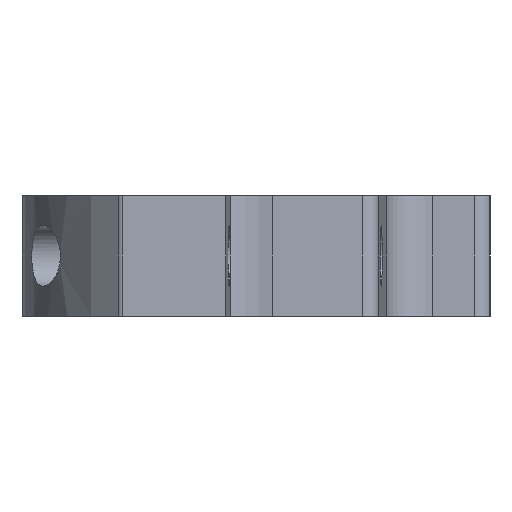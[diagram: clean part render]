
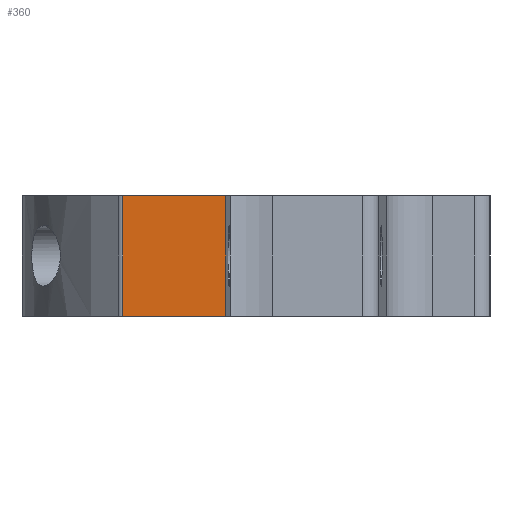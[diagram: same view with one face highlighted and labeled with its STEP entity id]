
A CAD part, left-side view. The second image highlights one B-rep face of the part: STEP entity #360.
In plain terms, the highlighted planar face has unit normal (-0.999, 0.037, 0).
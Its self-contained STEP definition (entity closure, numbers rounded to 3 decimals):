
#13 = VECTOR ( 'NONE', #181, 1000. ) ;
#18 = VERTEX_POINT ( 'NONE', #379 ) ;
#32 = AXIS2_PLACEMENT_3D ( 'NONE', #307, #477, #400 ) ;
#63 = EDGE_CURVE ( 'NONE', #981, #18, #706, .T. ) ;
#91 = DIRECTION ( 'NONE',  ( 0., 0., 1. ) ) ;
#121 = LINE ( 'NONE', #192, #997 ) ;
#122 = VECTOR ( 'NONE', #592, 1000. ) ;
#145 = FACE_OUTER_BOUND ( 'NONE', #149, .T. ) ;
#149 = EDGE_LOOP ( 'NONE', ( #375, #399, #629, #526 ) ) ;
#181 = DIRECTION ( 'NONE',  ( -0.037, -0.999, 0. ) ) ;
#192 = CARTESIAN_POINT ( 'NONE',  ( -12.403, 16.467, -4. ) ) ;
#200 = CARTESIAN_POINT ( 'NONE',  ( -12.683, 8.854, -4. ) ) ;
#206 = VERTEX_POINT ( 'NONE', #821 ) ;
#275 = DIRECTION ( 'NONE',  ( -0.037, -0.999, 0. ) ) ;
#307 = CARTESIAN_POINT ( 'NONE',  ( -12.403, 16.467, 4. ) ) ;
#360 = ADVANCED_FACE ( 'NONE', ( #145 ), #901, .F. ) ;
#375 = ORIENTED_EDGE ( 'NONE', *, *, #63, .F. ) ;
#379 = CARTESIAN_POINT ( 'NONE',  ( -12.934, 2.027, 4. ) ) ;
#399 = ORIENTED_EDGE ( 'NONE', *, *, #543, .T. ) ;
#400 = DIRECTION ( 'NONE',  ( 0., 0., -1. ) ) ;
#477 = DIRECTION ( 'NONE',  ( 0.999, -0.037, 0. ) ) ;
#489 = LINE ( 'NONE', #579, #122 ) ;
#526 = ORIENTED_EDGE ( 'NONE', *, *, #1017, .T. ) ;
#543 = EDGE_CURVE ( 'NONE', #981, #965, #489, .T. ) ;
#579 = CARTESIAN_POINT ( 'NONE',  ( -12.683, 8.854, -4. ) ) ;
#592 = DIRECTION ( 'NONE',  ( 0., 0., -1. ) ) ;
#629 = ORIENTED_EDGE ( 'NONE', *, *, #794, .T. ) ;
#693 = CARTESIAN_POINT ( 'NONE',  ( -12.683, 8.854, 4. ) ) ;
#706 = LINE ( 'NONE', #790, #13 ) ;
#707 = LINE ( 'NONE', #791, #1047 ) ;
#790 = CARTESIAN_POINT ( 'NONE',  ( -12.403, 16.467, 4. ) ) ;
#791 = CARTESIAN_POINT ( 'NONE',  ( -12.934, 2.027, -4. ) ) ;
#794 = EDGE_CURVE ( 'NONE', #965, #206, #121, .T. ) ;
#821 = CARTESIAN_POINT ( 'NONE',  ( -12.934, 2.027, -4. ) ) ;
#901 = PLANE ( 'NONE',  #32 ) ;
#965 = VERTEX_POINT ( 'NONE', #200 ) ;
#981 = VERTEX_POINT ( 'NONE', #693 ) ;
#997 = VECTOR ( 'NONE', #275, 1000. ) ;
#1017 = EDGE_CURVE ( 'NONE', #206, #18, #707, .T. ) ;
#1047 = VECTOR ( 'NONE', #91, 1000. ) ;
